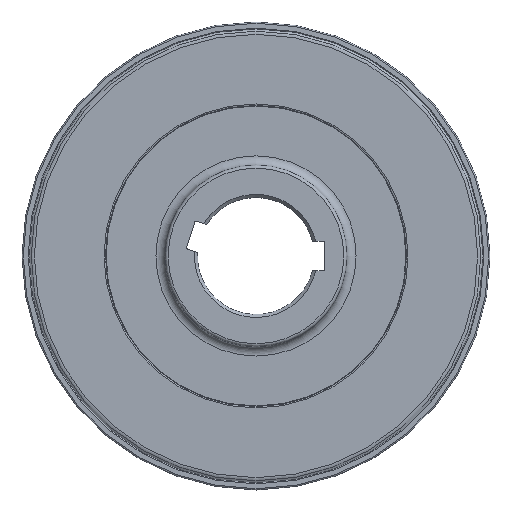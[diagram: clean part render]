
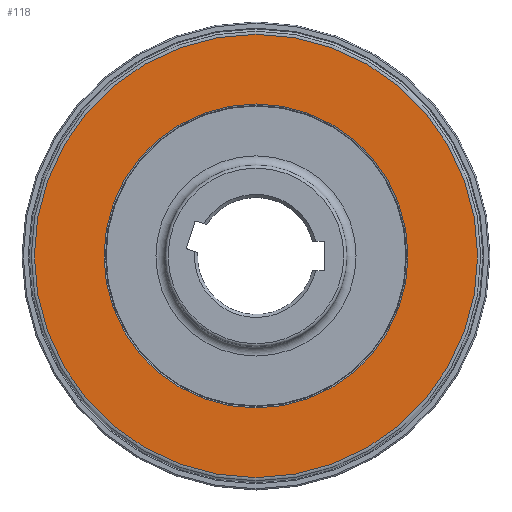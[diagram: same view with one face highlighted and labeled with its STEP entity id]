
A CAD part, top view. The second image highlights one B-rep face of the part: STEP entity #118.
In plain terms, the highlighted planar face has unit normal (0, 0, 1).
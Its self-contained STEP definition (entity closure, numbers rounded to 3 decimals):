
#118=ADVANCED_FACE('',(#235,#236),#160,.T.);
#160=PLANE('',#805);
#235=FACE_BOUND('',#311,.T.);
#236=FACE_BOUND('',#312,.T.);
#311=EDGE_LOOP('',(#437));
#312=EDGE_LOOP('',(#438));
#437=ORIENTED_EDGE('',*,*,#657,.T.);
#438=ORIENTED_EDGE('',*,*,#656,.F.);
#582=VERTEX_POINT('',#1239);
#583=VERTEX_POINT('',#1242);
#656=EDGE_CURVE('',#582,#582,#714,.T.);
#657=EDGE_CURVE('',#583,#583,#715,.T.);
#714=CIRCLE('',#802,72.193);
#715=CIRCLE('',#804,49.5);
#802=AXIS2_PLACEMENT_3D('',#1238,#964,#965);
#804=AXIS2_PLACEMENT_3D('',#1241,#968,#969);
#805=AXIS2_PLACEMENT_3D('',#1243,#970,#971);
#964=DIRECTION('',(0.,0.,-1.));
#965=DIRECTION('',(-1.,0.,0.));
#968=DIRECTION('',(0.,0.,-1.));
#969=DIRECTION('',(-1.,0.,0.));
#970=DIRECTION('',(0.,0.,1.));
#971=DIRECTION('',(-1.,0.,0.));
#1238=CARTESIAN_POINT('',(0.,0.,-3.587));
#1239=CARTESIAN_POINT('',(-72.193,0.,-3.587));
#1241=CARTESIAN_POINT('',(0.,0.,-3.588));
#1242=CARTESIAN_POINT('',(-49.5,0.,-3.588));
#1243=CARTESIAN_POINT('',(0.,-72.193,-3.587));
